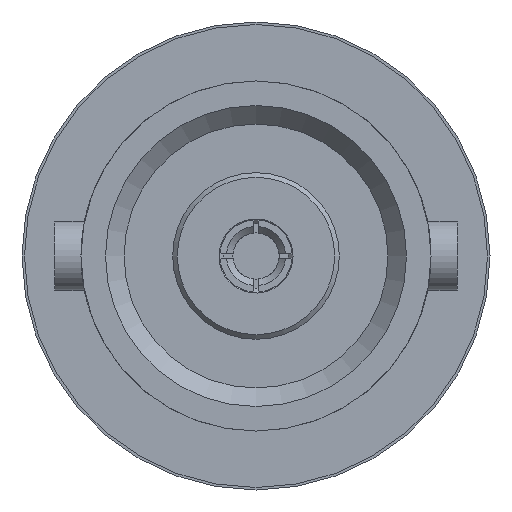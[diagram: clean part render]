
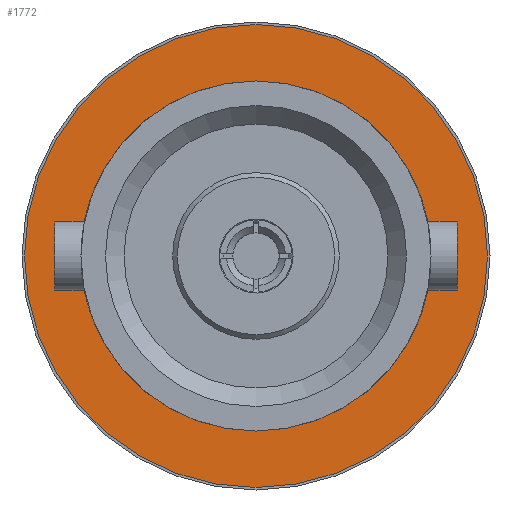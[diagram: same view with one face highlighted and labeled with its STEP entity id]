
A CAD part, left-side view. The second image highlights one B-rep face of the part: STEP entity #1772.
In plain terms, the highlighted planar face has unit normal (-1, 0, 0).
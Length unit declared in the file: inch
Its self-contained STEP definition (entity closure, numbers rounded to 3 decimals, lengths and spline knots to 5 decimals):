
#60 = DIRECTION ( 'NONE',  ( -1., 0., 0. ) ) ;
#170 = AXIS2_PLACEMENT_3D ( 'NONE', #2857, #5459, #8967 ) ;
#1250 = CARTESIAN_POINT ( 'NONE',  ( 0.42, 0.25, 0. ) ) ;
#1369 = CARTESIAN_POINT ( 'NONE',  ( 0.42, -0.189, 0. ) ) ;
#1577 = CARTESIAN_POINT ( 'NONE',  ( 0.42, 0., 0. ) ) ;
#1772 = ADVANCED_FACE ( 'NONE', ( #9479, #5329 ), #5383, .T. ) ;
#2693 = AXIS2_PLACEMENT_3D ( 'NONE', #7140, #5311, #2871 ) ;
#2857 = CARTESIAN_POINT ( 'NONE',  ( 0.42, 0., 0. ) ) ;
#2871 = DIRECTION ( 'NONE',  ( 0., -1., 0. ) ) ;
#2990 = AXIS2_PLACEMENT_3D ( 'NONE', #1577, #60, #7646 ) ;
#3463 = VERTEX_POINT ( 'NONE', #1250 ) ;
#4048 = CIRCLE ( 'NONE', #170, 0.25 ) ;
#4533 = EDGE_CURVE ( 'NONE', #3463, #3463, #4048, .T. ) ;
#4842 = EDGE_LOOP ( 'NONE', ( #7287 ) ) ;
#5311 = DIRECTION ( 'NONE',  ( -1., 0., 0. ) ) ;
#5329 = FACE_OUTER_BOUND ( 'NONE', #5522, .T. ) ;
#5383 = PLANE ( 'NONE',  #2990 ) ;
#5459 = DIRECTION ( 'NONE',  ( 1., 0., 0. ) ) ;
#5522 = EDGE_LOOP ( 'NONE', ( #11257 ) ) ;
#5940 = EDGE_CURVE ( 'NONE', #11007, #11007, #6567, .T. ) ;
#6567 = CIRCLE ( 'NONE', #2693, 0.189 ) ;
#7140 = CARTESIAN_POINT ( 'NONE',  ( 0.42, 0., 0. ) ) ;
#7287 = ORIENTED_EDGE ( 'NONE', *, *, #5940, .F. ) ;
#7646 = DIRECTION ( 'NONE',  ( 0., 1., 0. ) ) ;
#8967 = DIRECTION ( 'NONE',  ( 0., 1., 0. ) ) ;
#9479 = FACE_BOUND ( 'NONE', #4842, .T. ) ;
#11007 = VERTEX_POINT ( 'NONE', #1369 ) ;
#11257 = ORIENTED_EDGE ( 'NONE', *, *, #4533, .F. ) ;
